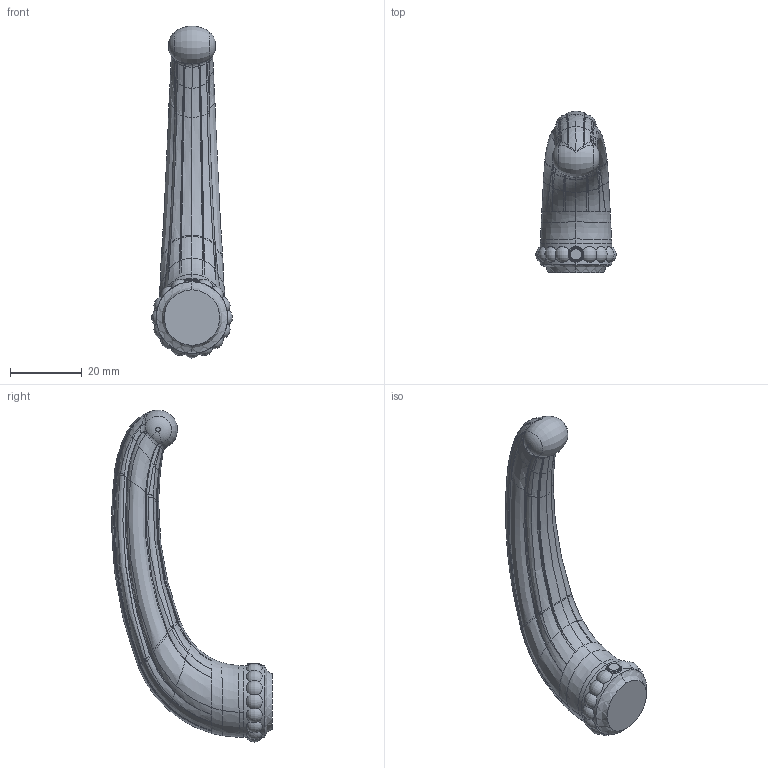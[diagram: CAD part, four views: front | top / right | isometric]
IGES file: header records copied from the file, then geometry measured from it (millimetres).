
Start section:  PTC IGES file: 2-105.igs
Global section: file name: 2-105.igs; native system: Pro/ENGINEER by Parametric Technology Corporation; preprocessor: 2009300; author: ramkumar; organization: Unknown; date: 20100819.113026; units: inch
Bounding box: 22.57 x 45 x 92.8 mm (x, y, z)
Surface area: 5701.3 mm2 (no closed solid volume)
Topology: 0 solids, 2 shells, 363 faces, 990 edges, 589 vertices
Faces by surface type: bspline 334, revolution 29
